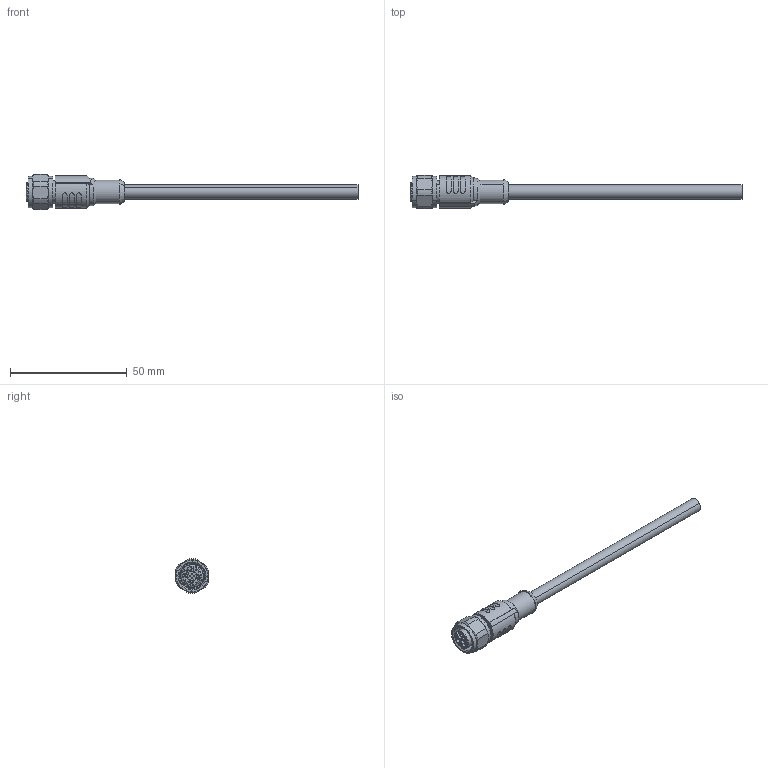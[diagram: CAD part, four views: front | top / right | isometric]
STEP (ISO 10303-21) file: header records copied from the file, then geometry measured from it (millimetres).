
FILE_DESCRIPTION((''),'2;1');
FILE_NAME('EWDK3-M-P00_ASM','2019-03-27T',('xin.jin'),(''),'PRO/ENGINEER BY PARAMETRIC TECHNOLOGY CORPORATION, 2012060','PRO/ENGINEER BY PARAMETRIC TECHNOLOGY CORPORATION, 2012060','');
FILE_SCHEMA(('AUTOMOTIVE_DESIGN { 1 0 10303 214 1 1 1 1 }'));
Length unit declared in the file: millimetre
Products named in the file (1): EWDK3-M-P00_ASM
Bounding box: 142.1 x 14.14 x 14.99 mm (x, y, z)
Volume: 6912.6 mm3; surface area: 5726.1 mm2
Topology: 4 solids, 5 shells, 549 faces, 1514 edges, 1013 vertices
Faces by surface type: cylinder 269, plane 217, cone 35, extrusion 20, torus 8
Entity records: 19047 total; most frequent: CARTESIAN_POINT 4504, DIRECTION 3157, ORIENTED_EDGE 3022, EDGE_CURVE 1514, AXIS2_PLACEMENT_3D 1211, VERTEX_POINT 1013, VECTOR 735, LINE 715
